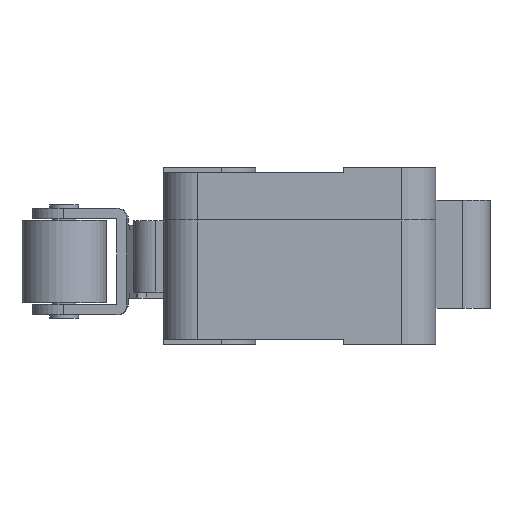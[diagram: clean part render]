
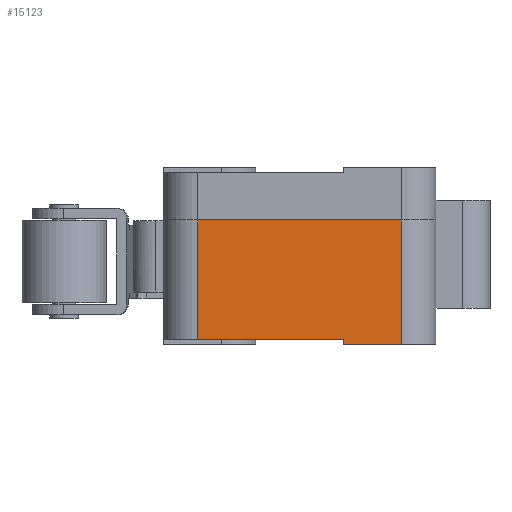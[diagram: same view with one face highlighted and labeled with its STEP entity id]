
A CAD part, left-side view. The second image highlights one B-rep face of the part: STEP entity #15123.
In plain terms, the highlighted planar face has unit normal (-1, 0, 0).
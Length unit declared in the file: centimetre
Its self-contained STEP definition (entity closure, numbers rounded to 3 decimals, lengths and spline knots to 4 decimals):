
#1563=FACE_OUTER_BOUND('',#2424,.T.);
#2424=EDGE_LOOP('',(#13790,#13791,#13792,#13793,#13794,#13795));
#3695=LINE('',#24554,#5329);
#4169=LINE('',#27411,#5803);
#4173=LINE('',#27421,#5807);
#4178=LINE('',#27434,#5812);
#4181=LINE('',#27440,#5815);
#4194=LINE('',#27472,#5828);
#5329=VECTOR('',#17818,1.);
#5803=VECTOR('',#18850,1.);
#5807=VECTOR('',#18858,1.);
#5812=VECTOR('',#18875,1.);
#5815=VECTOR('',#18884,1.);
#5828=VECTOR('',#18925,1.);
#6962=VERTEX_POINT('',#24541);
#6966=VERTEX_POINT('',#24553);
#7260=VERTEX_POINT('',#27407);
#7261=VERTEX_POINT('',#27409);
#7265=VERTEX_POINT('',#27420);
#7267=VERTEX_POINT('',#27432);
#8797=EDGE_CURVE('',#6966,#6962,#3695,.T.);
#9421=EDGE_CURVE('',#7260,#7261,#4169,.T.);
#9426=EDGE_CURVE('',#7265,#7260,#4173,.T.);
#9433=EDGE_CURVE('',#7267,#7261,#4178,.T.);
#9436=EDGE_CURVE('',#7265,#6962,#4181,.T.);
#9451=EDGE_CURVE('',#7267,#6966,#4194,.T.);
#13790=ORIENTED_EDGE('',*,*,#8797,.T.);
#13791=ORIENTED_EDGE('',*,*,#9436,.F.);
#13792=ORIENTED_EDGE('',*,*,#9426,.T.);
#13793=ORIENTED_EDGE('',*,*,#9421,.T.);
#13794=ORIENTED_EDGE('',*,*,#9433,.F.);
#13795=ORIENTED_EDGE('',*,*,#9451,.T.);
#14331=PLANE('',#15856);
#15123=ADVANCED_FACE('',(#1563),#14331,.T.);
#15856=AXIS2_PLACEMENT_3D('',#27471,#18923,#18924);
#17818=DIRECTION('',(0.,1.,0.));
#18850=DIRECTION('',(0.,0.,-1.));
#18858=DIRECTION('',(0.,-1.,0.));
#18875=DIRECTION('',(0.,1.,0.));
#18884=DIRECTION('',(0.,0.,1.));
#18923=DIRECTION('center_axis',(-1.,0.,0.));
#18924=DIRECTION('ref_axis',(0.,0.,1.));
#18925=DIRECTION('',(0.,0.,1.));
#24541=CARTESIAN_POINT('',(-2.89,0.6425,0.725));
#24553=CARTESIAN_POINT('',(-2.89,-0.5475,0.725));
#24554=CARTESIAN_POINT('',(-2.89,0.1475,0.725));
#27407=CARTESIAN_POINT('',(-2.89,-0.2075,0.03));
#27409=CARTESIAN_POINT('',(-2.89,-0.2075,0.));
#27411=CARTESIAN_POINT('',(-2.89,-0.2075,0.));
#27420=CARTESIAN_POINT('',(-2.89,0.6425,0.03));
#27421=CARTESIAN_POINT('',(-2.89,-0.246,0.03));
#27432=CARTESIAN_POINT('',(-2.89,-0.5475,0.));
#27434=CARTESIAN_POINT('',(-2.89,-0.5475,0.));
#27440=CARTESIAN_POINT('',(-2.89,0.6425,0.));
#27471=CARTESIAN_POINT('Origin',(-2.89,-0.5475,0.));
#27472=CARTESIAN_POINT('',(-2.89,-0.5475,0.));
